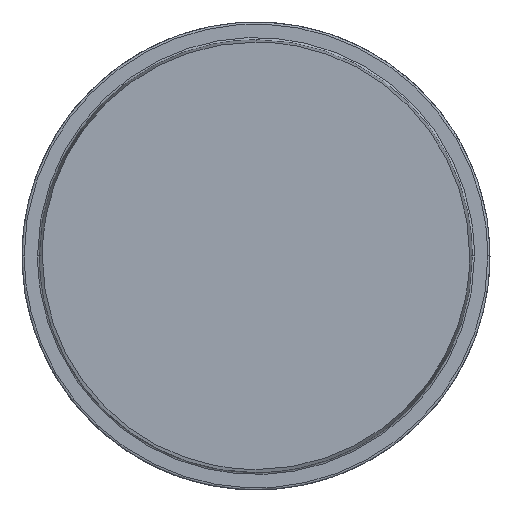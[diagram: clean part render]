
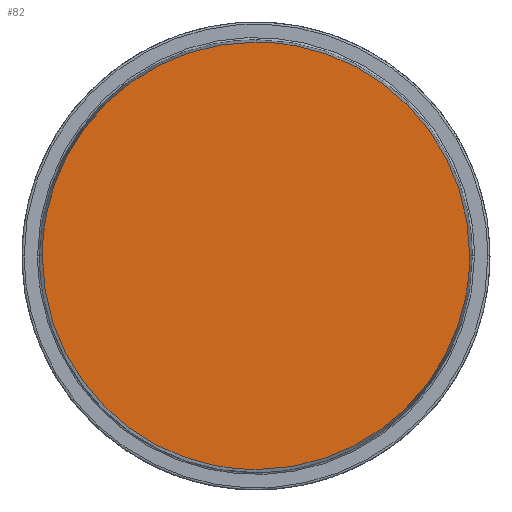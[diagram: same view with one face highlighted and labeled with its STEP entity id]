
A CAD part, top view. The second image highlights one B-rep face of the part: STEP entity #82.
In plain terms, the highlighted planar face has unit normal (0, 0, 1).
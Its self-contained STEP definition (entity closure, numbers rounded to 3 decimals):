
#82=ADVANCED_FACE('',(#164),#1209,.T.);
#164=FACE_OUTER_BOUND('',#248,.T.);
#248=EDGE_LOOP('',(#352,#353,#354,#355));
#352=ORIENTED_EDGE('',*,*,#710,.T.);
#353=ORIENTED_EDGE('',*,*,#714,.T.);
#354=ORIENTED_EDGE('',*,*,#718,.T.);
#355=ORIENTED_EDGE('',*,*,#721,.T.);
#710=EDGE_CURVE('',#1081,#1082,#961,.T.);
#714=EDGE_CURVE('',#1082,#1084,#965,.T.);
#718=EDGE_CURVE('',#1084,#1086,#969,.T.);
#721=EDGE_CURVE('',#1086,#1081,#972,.T.);
#961=(
BOUNDED_CURVE()
B_SPLINE_CURVE(2,(#1746,#1747,#1748),.UNSPECIFIED.,.F.,.F.)
B_SPLINE_CURVE_WITH_KNOTS((3,3),(-315.289,-236.466),
 .UNSPECIFIED.)
CURVE()
GEOMETRIC_REPRESENTATION_ITEM()
RATIONAL_B_SPLINE_CURVE((1.,0.707,1.))
REPRESENTATION_ITEM('')
);
#965=(
BOUNDED_CURVE()
B_SPLINE_CURVE(2,(#1756,#1757,#1758),.UNSPECIFIED.,.F.,.F.)
B_SPLINE_CURVE_WITH_KNOTS((3,3),(-236.466,-157.644),
 .UNSPECIFIED.)
CURVE()
GEOMETRIC_REPRESENTATION_ITEM()
RATIONAL_B_SPLINE_CURVE((1.,0.707,1.))
REPRESENTATION_ITEM('')
);
#969=(
BOUNDED_CURVE()
B_SPLINE_CURVE(2,(#1767,#1768,#1769),.UNSPECIFIED.,.F.,.F.)
B_SPLINE_CURVE_WITH_KNOTS((3,3),(-157.644,-78.822),
 .UNSPECIFIED.)
CURVE()
GEOMETRIC_REPRESENTATION_ITEM()
RATIONAL_B_SPLINE_CURVE((1.,0.707,1.))
REPRESENTATION_ITEM('')
);
#972=(
BOUNDED_CURVE()
B_SPLINE_CURVE(2,(#1775,#1776,#1777),.UNSPECIFIED.,.F.,.F.)
B_SPLINE_CURVE_WITH_KNOTS((3,3),(-78.822,0.),.UNSPECIFIED.)
CURVE()
GEOMETRIC_REPRESENTATION_ITEM()
RATIONAL_B_SPLINE_CURVE((1.,0.707,1.))
REPRESENTATION_ITEM('')
);
#1081=VERTEX_POINT('',#1694);
#1082=VERTEX_POINT('',#1695);
#1084=VERTEX_POINT('',#1697);
#1086=VERTEX_POINT('',#1699);
#1209=PLANE('',#1292);
#1292=AXIS2_PLACEMENT_3D('',#1515,#1331,$);
#1331=DIRECTION('',(0.,0.,1.));
#1515=CARTESIAN_POINT('',(-50.922,51.515,61.165));
#1694=CARTESIAN_POINT('',(50.441,0.332,61.165));
#1695=CARTESIAN_POINT('',(0.262,50.512,61.165));
#1697=CARTESIAN_POINT('',(-49.918,0.332,61.165));
#1699=CARTESIAN_POINT('',(0.262,-49.848,61.165));
#1746=CARTESIAN_POINT('',(50.441,0.332,61.165));
#1747=CARTESIAN_POINT('',(50.441,50.512,61.165));
#1748=CARTESIAN_POINT('',(0.262,50.512,61.165));
#1756=CARTESIAN_POINT('',(0.262,50.512,61.165));
#1757=CARTESIAN_POINT('',(-49.918,50.512,61.165));
#1758=CARTESIAN_POINT('',(-49.918,0.332,61.165));
#1767=CARTESIAN_POINT('',(-49.918,0.332,61.165));
#1768=CARTESIAN_POINT('',(-49.918,-49.848,61.165));
#1769=CARTESIAN_POINT('',(0.262,-49.848,61.165));
#1775=CARTESIAN_POINT('',(0.262,-49.848,61.165));
#1776=CARTESIAN_POINT('',(50.441,-49.848,61.165));
#1777=CARTESIAN_POINT('',(50.441,0.332,61.165));
